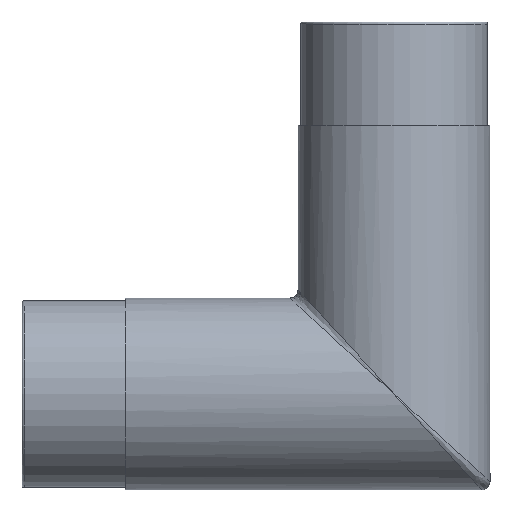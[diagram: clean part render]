
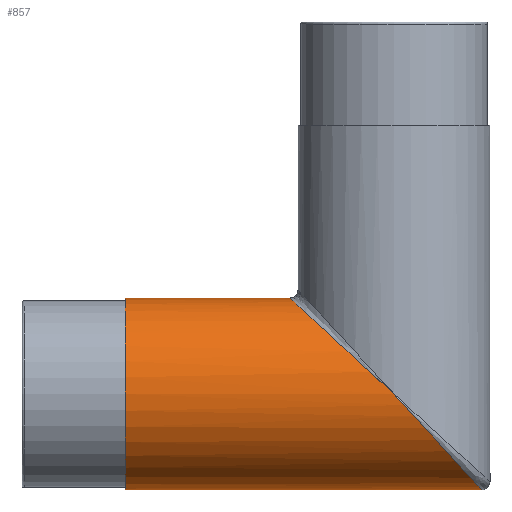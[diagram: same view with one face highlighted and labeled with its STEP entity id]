
A CAD part, front view. The second image highlights one B-rep face of the part: STEP entity #857.
In plain terms, the highlighted cylindrical face has radius 23.2 mm (diameter 46.4 mm), a partial arc.
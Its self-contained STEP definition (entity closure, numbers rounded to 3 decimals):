
#26 = CARTESIAN_POINT ( 'NONE',  ( -65., 0., -23.2 ) ) ;
#31 = VERTEX_POINT ( 'NONE', #1038 ) ;
#39 = CARTESIAN_POINT ( 'NONE',  ( 21.2, -13.59, -23.2 ) ) ;
#62 = EDGE_CURVE ( 'NONE', #1005, #893, #845, .T. ) ;
#180 = CIRCLE ( 'NONE', #480, 23.2 ) ;
#183 = CARTESIAN_POINT ( 'NONE',  ( -65., 0., 0. ) ) ;
#195 = EDGE_LOOP ( 'NONE', ( #1138, #976, #1081, #811, #250 ) ) ;
#215 = CARTESIAN_POINT ( 'NONE',  ( 12.419, -23.2, -13.59 ) ) ;
#219 = EDGE_CURVE ( 'NONE', #904, #1005, #180, .T. ) ;
#222 = LINE ( 'NONE', #26, #487 ) ;
#250 = ORIENTED_EDGE ( 'NONE', *, *, #1124, .T. ) ;
#267 = DIRECTION ( 'NONE',  ( -1., 0., 0. ) ) ;
#303 = CARTESIAN_POINT ( 'NONE',  ( 0., -23.2, 0. ) ) ;
#326 = CARTESIAN_POINT ( 'NONE',  ( -65., 0., -23.2 ) ) ;
#345 = DIRECTION ( 'NONE',  ( 0., 0., 1. ) ) ;
#396 = CARTESIAN_POINT ( 'NONE',  ( 0., -23.2, 0. ) ) ;
#403 = CARTESIAN_POINT ( 'NONE',  ( -65., 0., 0. ) ) ;
#480 = AXIS2_PLACEMENT_3D ( 'NONE', #183, #267, #345 ) ;
#487 = VECTOR ( 'NONE', #738, 1000. ) ;
#538 = CARTESIAN_POINT ( 'NONE',  ( -65., 0., 23.2 ) ) ;
#564 =( BOUNDED_CURVE ( )  B_SPLINE_CURVE ( 3, ( #303, #581, #923, #1098 ),
 .UNSPECIFIED., .F., .F. ) 
 B_SPLINE_CURVE_WITH_KNOTS ( ( 4, 4 ),
 ( 4.712, 6.283 ),
 .UNSPECIFIED. ) 
 CURVE ( )  GEOMETRIC_REPRESENTATION_ITEM ( )  RATIONAL_B_SPLINE_CURVE ( ( 1., 0.805, 0.805, 1. ) ) 
 REPRESENTATION_ITEM ( '' )  );
#571 = CARTESIAN_POINT ( 'NONE',  ( -25.2, 0., 23.2 ) ) ;
#581 = CARTESIAN_POINT ( 'NONE',  ( -14.762, -23.2, 13.59 ) ) ;
#628 = EDGE_CURVE ( 'NONE', #31, #732, #773, .T. ) ;
#641 = EDGE_CURVE ( 'NONE', #904, #31, #222, .T. ) ;
#700 = CARTESIAN_POINT ( 'NONE',  ( 0., -23.2, 0. ) ) ;
#725 = AXIS2_PLACEMENT_3D ( 'NONE', #403, #1116, #832 ) ;
#732 = VERTEX_POINT ( 'NONE', #700 ) ;
#738 = DIRECTION ( 'NONE',  ( 1., 0., 0. ) ) ;
#745 = CARTESIAN_POINT ( 'NONE',  ( 21.2, 0., -23.2 ) ) ;
#773 =( BOUNDED_CURVE ( )  B_SPLINE_CURVE ( 3, ( #745, #39, #215, #396 ),
 .UNSPECIFIED., .F., .T. ) 
 B_SPLINE_CURVE_WITH_KNOTS ( ( 4, 4 ),
 ( 3.142, 4.712 ),
 .UNSPECIFIED. ) 
 CURVE ( )  GEOMETRIC_REPRESENTATION_ITEM ( )  RATIONAL_B_SPLINE_CURVE ( ( 1., 0.805, 0.805, 1. ) ) 
 REPRESENTATION_ITEM ( '' )  );
#811 = ORIENTED_EDGE ( 'NONE', *, *, #628, .T. ) ;
#832 = DIRECTION ( 'NONE',  ( 0., 0., -1. ) ) ;
#845 = LINE ( 'NONE', #1026, #1023 ) ;
#857 = ADVANCED_FACE ( 'NONE', ( #1110 ), #1017, .T. ) ;
#893 = VERTEX_POINT ( 'NONE', #571 ) ;
#904 = VERTEX_POINT ( 'NONE', #326 ) ;
#923 = CARTESIAN_POINT ( 'NONE',  ( -25.2, -13.59, 23.2 ) ) ;
#976 = ORIENTED_EDGE ( 'NONE', *, *, #219, .F. ) ;
#1005 = VERTEX_POINT ( 'NONE', #538 ) ;
#1017 = CYLINDRICAL_SURFACE ( 'NONE', #725, 23.2 ) ;
#1023 = VECTOR ( 'NONE', #1033, 1000. ) ;
#1026 = CARTESIAN_POINT ( 'NONE',  ( -65., 0., 23.2 ) ) ;
#1033 = DIRECTION ( 'NONE',  ( 1., 0., 0. ) ) ;
#1038 = CARTESIAN_POINT ( 'NONE',  ( 21.2, 0., -23.2 ) ) ;
#1081 = ORIENTED_EDGE ( 'NONE', *, *, #641, .T. ) ;
#1098 = CARTESIAN_POINT ( 'NONE',  ( -25.2, 0., 23.2 ) ) ;
#1110 = FACE_OUTER_BOUND ( 'NONE', #195, .T. ) ;
#1116 = DIRECTION ( 'NONE',  ( 1., 0., 0. ) ) ;
#1124 = EDGE_CURVE ( 'NONE', #732, #893, #564, .T. ) ;
#1138 = ORIENTED_EDGE ( 'NONE', *, *, #62, .F. ) ;
